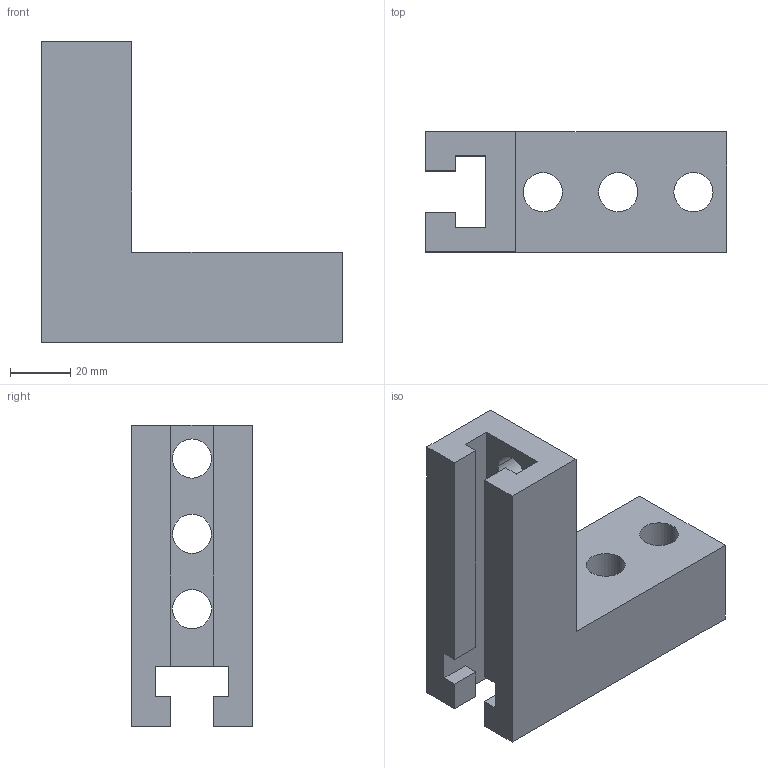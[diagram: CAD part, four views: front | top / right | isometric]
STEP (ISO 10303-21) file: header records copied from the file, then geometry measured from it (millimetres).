
FILE_DESCRIPTION(('STEP AP214'),'1');
FILE_NAME(' ',' ',('TraceParts'),('TraceParts S.A.'),'XStep 1.0',' ',' ');
FILE_SCHEMA(('automotive_design'));
Length unit declared in the file: millimetre
Products named in the file (1): 1
Bounding box: 100 x 40 x 100 mm (x, y, z)
Volume: 126636.1 mm3; surface area: 36337.7 mm2
Topology: 1 solids, 1 shells, 44 faces, 132 edges, 90 vertices
Faces by surface type: plane 32, cylinder 12
Entity records: 3004 total; most frequent: STYLED_ITEM 267, PRESENTATION_STYLE_ASSIGNMENT 267, CARTESIAN_POINT 267, COLOUR_RGB 267, ORIENTED_EDGE 264, DIRECTION 252, EDGE_CURVE 132, CURVE_STYLE 132
